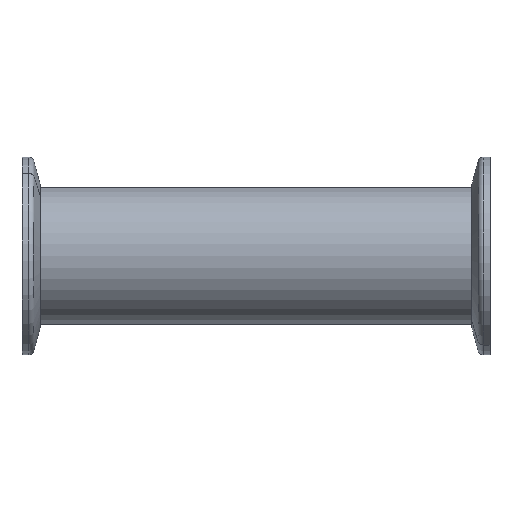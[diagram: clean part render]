
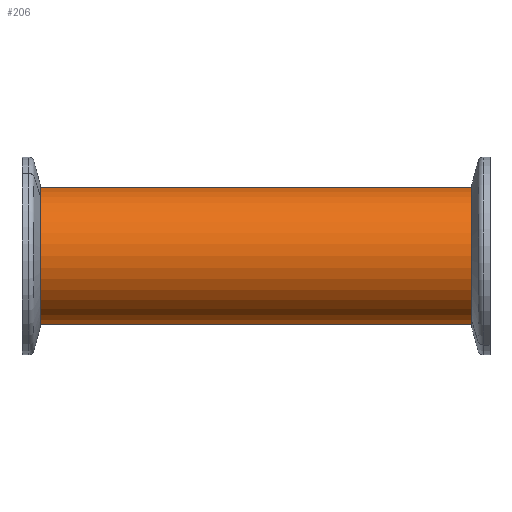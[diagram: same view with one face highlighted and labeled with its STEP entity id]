
A CAD part, left-side view. The second image highlights one B-rep face of the part: STEP entity #206.
In plain terms, the highlighted cylindrical face has radius 19.05 mm (diameter 38.1 mm), a partial arc.
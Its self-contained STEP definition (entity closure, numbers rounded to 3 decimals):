
#200 = ORIENTED_EDGE ( 'NONE', *, *, #207, .T. ) ;
#206 = ADVANCED_FACE ( 'NONE', ( #837 ), #1031, .T. ) ;
#207 = EDGE_CURVE ( 'NONE', #270, #265, #830, .T. ) ;
#244 = VERTEX_POINT ( 'NONE', #1161 ) ;
#246 = ORIENTED_EDGE ( 'NONE', *, *, #253, .T. ) ;
#250 = EDGE_CURVE ( 'NONE', #267, #244, #1145, .T. ) ;
#251 = EDGE_LOOP ( 'NONE', ( #264, #254, #246, #200 ) ) ;
#253 = EDGE_CURVE ( 'NONE', #267, #270, #1107, .T. ) ;
#254 = ORIENTED_EDGE ( 'NONE', *, *, #250, .F. ) ;
#264 = ORIENTED_EDGE ( 'NONE', *, *, #269, .F. ) ;
#265 = VERTEX_POINT ( 'NONE', #1101 ) ;
#267 = VERTEX_POINT ( 'NONE', #1111 ) ;
#269 = EDGE_CURVE ( 'NONE', #244, #265, #1159, .T. ) ;
#270 = VERTEX_POINT ( 'NONE', #1094 ) ;
#830 = CIRCLE ( 'NONE', #900, 19.05 ) ;
#835 = CARTESIAN_POINT ( 'NONE',  ( 0., 61.5, 0. ) ) ;
#837 = FACE_OUTER_BOUND ( 'NONE', #251, .T. ) ;
#898 = DIRECTION ( 'NONE',  ( 0., 0., 1. ) ) ;
#899 = DIRECTION ( 'NONE',  ( 0., 1., 0. ) ) ;
#900 = AXIS2_PLACEMENT_3D ( 'NONE', #1016, #899, #898 ) ;
#928 = DIRECTION ( 'NONE',  ( 0., 0., -1. ) ) ;
#929 = AXIS2_PLACEMENT_3D ( 'NONE', #835, #1023, #928 ) ;
#1016 = CARTESIAN_POINT ( 'NONE',  ( 0., -61.5, 0. ) ) ;
#1023 = DIRECTION ( 'NONE',  ( 0., -1., 0. ) ) ;
#1031 = CYLINDRICAL_SURFACE ( 'NONE', #929, 19.05 ) ;
#1086 = CARTESIAN_POINT ( 'NONE',  ( 0., 61.5, 19.05 ) ) ;
#1094 = CARTESIAN_POINT ( 'NONE',  ( 0., -61.5, -19.05 ) ) ;
#1095 = DIRECTION ( 'NONE',  ( 0., -1., 0. ) ) ;
#1096 = VECTOR ( 'NONE', #1095, 1000. ) ;
#1101 = CARTESIAN_POINT ( 'NONE',  ( 0., -61.5, 19.05 ) ) ;
#1106 = CARTESIAN_POINT ( 'NONE',  ( 0., 61.5, -19.05 ) ) ;
#1107 = LINE ( 'NONE', #1106, #1110 ) ;
#1109 = DIRECTION ( 'NONE',  ( 0., -1., 0. ) ) ;
#1110 = VECTOR ( 'NONE', #1109, 1000. ) ;
#1111 = CARTESIAN_POINT ( 'NONE',  ( 0., 61.5, -19.05 ) ) ;
#1143 = AXIS2_PLACEMENT_3D ( 'NONE', #1149, #1148, #1147 ) ;
#1145 = CIRCLE ( 'NONE', #1143, 19.05 ) ;
#1147 = DIRECTION ( 'NONE',  ( 0., 0., 1. ) ) ;
#1148 = DIRECTION ( 'NONE',  ( 0., 1., 0. ) ) ;
#1149 = CARTESIAN_POINT ( 'NONE',  ( 0., 61.5, 0. ) ) ;
#1159 = LINE ( 'NONE', #1086, #1096 ) ;
#1161 = CARTESIAN_POINT ( 'NONE',  ( 0., 61.5, 19.05 ) ) ;
